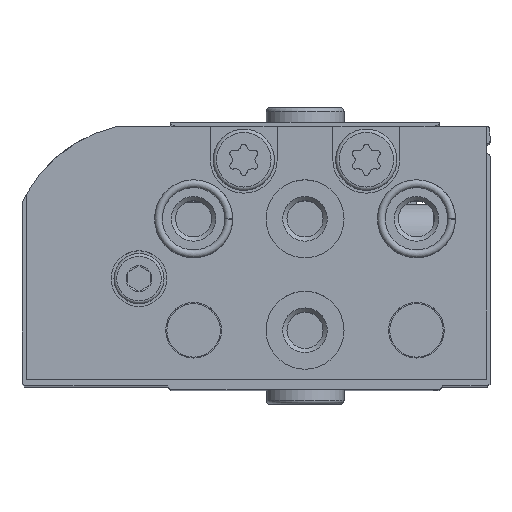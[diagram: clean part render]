
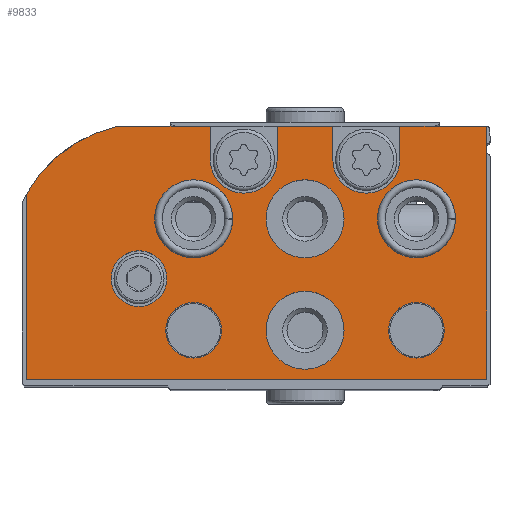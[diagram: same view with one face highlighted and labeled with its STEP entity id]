
A CAD part, top view. The second image highlights one B-rep face of the part: STEP entity #9833.
In plain terms, the highlighted face is planar.
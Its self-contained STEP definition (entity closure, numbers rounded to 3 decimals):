
#1019=LINE('',#16919,#1787);
#1023=LINE('',#16927,#1791);
#1027=LINE('',#16933,#1795);
#1030=LINE('',#16953,#1798);
#1031=LINE('',#16957,#1799);
#1032=LINE('',#16960,#1800);
#1033=LINE('',#16962,#1801);
#1034=LINE('',#16964,#1802);
#1035=LINE('',#16965,#1803);
#1036=LINE('',#16969,#1804);
#1787=VECTOR('',#13730,1000.);
#1791=VECTOR('',#13734,1000.);
#1795=VECTOR('',#13738,1000.);
#1798=VECTOR('',#13757,1000.);
#1799=VECTOR('',#13760,1000.);
#1800=VECTOR('',#13763,1000.);
#1801=VECTOR('',#13764,1000.);
#1802=VECTOR('',#13765,1000.);
#1803=VECTOR('',#13766,1000.);
#1804=VECTOR('',#13769,1000.);
#3803=ORIENTED_EDGE('',*,*,#5617,.T.);
#3804=ORIENTED_EDGE('',*,*,#5618,.T.);
#3805=ORIENTED_EDGE('',*,*,#5619,.T.);
#3806=ORIENTED_EDGE('',*,*,#5620,.T.);
#3807=ORIENTED_EDGE('',*,*,#5621,.T.);
#3808=ORIENTED_EDGE('',*,*,#5622,.T.);
#3809=ORIENTED_EDGE('',*,*,#5623,.T.);
#3810=ORIENTED_EDGE('',*,*,#5624,.T.);
#3811=ORIENTED_EDGE('',*,*,#5625,.T.);
#3812=ORIENTED_EDGE('',*,*,#5626,.T.);
#3813=ORIENTED_EDGE('',*,*,#5614,.F.);
#3814=ORIENTED_EDGE('',*,*,#5627,.F.);
#3815=ORIENTED_EDGE('',*,*,#5628,.F.);
#3816=ORIENTED_EDGE('',*,*,#5629,.F.);
#3817=ORIENTED_EDGE('',*,*,#5630,.F.);
#3818=ORIENTED_EDGE('',*,*,#5610,.F.);
#3819=ORIENTED_EDGE('',*,*,#5631,.T.);
#3820=ORIENTED_EDGE('',*,*,#5632,.T.);
#3821=ORIENTED_EDGE('',*,*,#5633,.T.);
#3822=ORIENTED_EDGE('',*,*,#5606,.F.);
#5606=EDGE_CURVE('',#6691,#6692,#1019,.T.);
#5610=EDGE_CURVE('',#6695,#6696,#1023,.T.);
#5614=EDGE_CURVE('',#6697,#6698,#1027,.T.);
#5617=EDGE_CURVE('',#6700,#6700,#7278,.T.);
#5618=EDGE_CURVE('',#6701,#6701,#7279,.T.);
#5619=EDGE_CURVE('',#6702,#6702,#7280,.T.);
#5620=EDGE_CURVE('',#6703,#6703,#7281,.T.);
#5621=EDGE_CURVE('',#6704,#6704,#7282,.T.);
#5622=EDGE_CURVE('',#6705,#6705,#7283,.T.);
#5623=EDGE_CURVE('',#6706,#6706,#7284,.T.);
#5624=EDGE_CURVE('',#6691,#6707,#1030,.T.);
#5625=EDGE_CURVE('',#6707,#6708,#7285,.T.);
#5626=EDGE_CURVE('',#6708,#6698,#1031,.T.);
#5627=EDGE_CURVE('',#6709,#6697,#7286,.T.);
#5628=EDGE_CURVE('',#6710,#6709,#1032,.T.);
#5629=EDGE_CURVE('',#6711,#6710,#1033,.T.);
#5630=EDGE_CURVE('',#6696,#6711,#1034,.T.);
#5631=EDGE_CURVE('',#6695,#6712,#1035,.T.);
#5632=EDGE_CURVE('',#6712,#6713,#7287,.T.);
#5633=EDGE_CURVE('',#6713,#6692,#1036,.T.);
#6691=VERTEX_POINT('',#16918);
#6692=VERTEX_POINT('',#16920);
#6695=VERTEX_POINT('',#16926);
#6696=VERTEX_POINT('',#16928);
#6697=VERTEX_POINT('',#16932);
#6698=VERTEX_POINT('',#16934);
#6700=VERTEX_POINT('',#16940);
#6701=VERTEX_POINT('',#16942);
#6702=VERTEX_POINT('',#16944);
#6703=VERTEX_POINT('',#16946);
#6704=VERTEX_POINT('',#16948);
#6705=VERTEX_POINT('',#16950);
#6706=VERTEX_POINT('',#16952);
#6707=VERTEX_POINT('',#16954);
#6708=VERTEX_POINT('',#16956);
#6709=VERTEX_POINT('',#16959);
#6710=VERTEX_POINT('',#16961);
#6711=VERTEX_POINT('',#16963);
#6712=VERTEX_POINT('',#16966);
#6713=VERTEX_POINT('',#16968);
#7278=CIRCLE('',#11305,2.5);
#7279=CIRCLE('',#11306,3.5);
#7280=CIRCLE('',#11307,3.5);
#7281=CIRCLE('',#11308,3.5);
#7282=CIRCLE('',#11309,3.5);
#7283=CIRCLE('',#11310,2.5);
#7284=CIRCLE('',#11311,2.5);
#7285=CIRCLE('',#11312,3.);
#7286=CIRCLE('',#11313,12.5);
#7287=CIRCLE('',#11314,3.);
#7985=EDGE_LOOP('',(#3803));
#7986=EDGE_LOOP('',(#3804));
#7987=EDGE_LOOP('',(#3805));
#7988=EDGE_LOOP('',(#3806));
#7989=EDGE_LOOP('',(#3807));
#7990=EDGE_LOOP('',(#3808));
#7991=EDGE_LOOP('',(#3809));
#7992=EDGE_LOOP('',(#3810,#3811,#3812,#3813,#3814,#3815,#3816,#3817,#3818,
#3819,#3820,#3821,#3822));
#8833=FACE_BOUND('',#7985,.T.);
#8834=FACE_BOUND('',#7986,.T.);
#8835=FACE_BOUND('',#7987,.T.);
#8836=FACE_BOUND('',#7988,.T.);
#8837=FACE_BOUND('',#7989,.T.);
#8838=FACE_BOUND('',#7990,.T.);
#8839=FACE_BOUND('',#7991,.T.);
#8840=FACE_BOUND('',#7992,.T.);
#9362=PLANE('',#11304);
#9833=ADVANCED_FACE('',(#8833,#8834,#8835,#8836,#8837,#8838,#8839,#8840),
#9362,.F.);
#11304=AXIS2_PLACEMENT_3D('',#16938,#13741,#13742);
#11305=AXIS2_PLACEMENT_3D('',#16939,#13743,#13744);
#11306=AXIS2_PLACEMENT_3D('',#16941,#13745,#13746);
#11307=AXIS2_PLACEMENT_3D('',#16943,#13747,#13748);
#11308=AXIS2_PLACEMENT_3D('',#16945,#13749,#13750);
#11309=AXIS2_PLACEMENT_3D('',#16947,#13751,#13752);
#11310=AXIS2_PLACEMENT_3D('',#16949,#13753,#13754);
#11311=AXIS2_PLACEMENT_3D('',#16951,#13755,#13756);
#11312=AXIS2_PLACEMENT_3D('',#16955,#13758,#13759);
#11313=AXIS2_PLACEMENT_3D('',#16958,#13761,#13762);
#11314=AXIS2_PLACEMENT_3D('',#16967,#13767,#13768);
#13730=DIRECTION('',(-1.,0.,0.));
#13734=DIRECTION('',(-1.,0.,0.));
#13738=DIRECTION('',(-1.,0.,0.));
#13741=DIRECTION('',(0.,0.,1.));
#13742=DIRECTION('',(1.,0.,0.));
#13743=DIRECTION('',(0.,0.,1.));
#13744=DIRECTION('',(1.,0.,0.));
#13745=DIRECTION('',(0.,0.,1.));
#13746=DIRECTION('',(1.,0.,0.));
#13747=DIRECTION('',(0.,0.,1.));
#13748=DIRECTION('',(1.,0.,0.));
#13749=DIRECTION('',(0.,0.,1.));
#13750=DIRECTION('',(1.,0.,0.));
#13751=DIRECTION('',(0.,0.,1.));
#13752=DIRECTION('',(1.,0.,0.));
#13753=DIRECTION('',(0.,0.,1.));
#13754=DIRECTION('',(1.,0.,0.));
#13755=DIRECTION('',(0.,0.,1.));
#13756=DIRECTION('',(1.,0.,0.));
#13757=DIRECTION('',(0.,-1.,0.));
#13758=DIRECTION('',(0.,0.,1.));
#13759=DIRECTION('',(1.,0.,0.));
#13760=DIRECTION('',(0.,1.,0.));
#13761=DIRECTION('',(0.,0.,1.));
#13762=DIRECTION('',(1.,0.,0.));
#13763=DIRECTION('',(0.,1.,0.));
#13764=DIRECTION('',(1.,0.,0.));
#13765=DIRECTION('',(0.,-1.,0.));
#13766=DIRECTION('',(0.,-1.,0.));
#13767=DIRECTION('',(0.,0.,1.));
#13768=DIRECTION('',(1.,0.,0.));
#13769=DIRECTION('',(0.,1.,0.));
#16918=CARTESIAN_POINT('',(18.8,22.7,0.));
#16919=CARTESIAN_POINT('',(33.122,22.7,0.));
#16920=CARTESIAN_POINT('',(13.8,22.7,0.));
#16926=CARTESIAN_POINT('',(7.8,22.7,0.));
#16927=CARTESIAN_POINT('',(33.122,22.7,0.));
#16928=CARTESIAN_POINT('',(0.,22.7,0.));
#16932=CARTESIAN_POINT('',(33.122,22.7,0.));
#16933=CARTESIAN_POINT('',(33.122,22.7,0.));
#16934=CARTESIAN_POINT('',(24.8,22.7,0.));
#16938=CARTESIAN_POINT('',(30.4,10.5,0.));
#16939=CARTESIAN_POINT('',(31.2,9.03,0.));
#16940=CARTESIAN_POINT('',(33.7,9.03,0.));
#16941=CARTESIAN_POINT('',(26.3,14.4,0.));
#16942=CARTESIAN_POINT('',(29.8,14.4,0.));
#16943=CARTESIAN_POINT('',(16.3,14.4,0.));
#16944=CARTESIAN_POINT('',(19.8,14.4,0.));
#16945=CARTESIAN_POINT('',(6.3,14.4,0.));
#16946=CARTESIAN_POINT('',(9.8,14.4,0.));
#16947=CARTESIAN_POINT('',(16.3,4.4,0.));
#16948=CARTESIAN_POINT('',(19.8,4.4,0.));
#16949=CARTESIAN_POINT('',(26.3,4.4,0.));
#16950=CARTESIAN_POINT('',(28.8,4.4,0.));
#16951=CARTESIAN_POINT('',(6.3,4.4,0.));
#16952=CARTESIAN_POINT('',(8.8,4.4,0.));
#16953=CARTESIAN_POINT('',(18.8,22.7,0.));
#16954=CARTESIAN_POINT('',(18.8,19.7,0.));
#16955=CARTESIAN_POINT('',(21.8,19.7,0.));
#16956=CARTESIAN_POINT('',(24.8,19.7,0.));
#16957=CARTESIAN_POINT('',(24.8,19.7,0.));
#16958=CARTESIAN_POINT('',(30.4,10.5,0.));
#16959=CARTESIAN_POINT('',(41.3,16.619,0.));
#16960=CARTESIAN_POINT('',(41.3,0.,0.));
#16961=CARTESIAN_POINT('',(41.3,0.,0.));
#16962=CARTESIAN_POINT('',(0.,0.,0.));
#16963=CARTESIAN_POINT('',(0.,0.,0.));
#16964=CARTESIAN_POINT('',(0.,22.7,0.));
#16965=CARTESIAN_POINT('',(7.8,22.7,0.));
#16966=CARTESIAN_POINT('',(7.8,19.7,0.));
#16967=CARTESIAN_POINT('',(10.8,19.7,0.));
#16968=CARTESIAN_POINT('',(13.8,19.7,0.));
#16969=CARTESIAN_POINT('',(13.8,19.7,0.));
